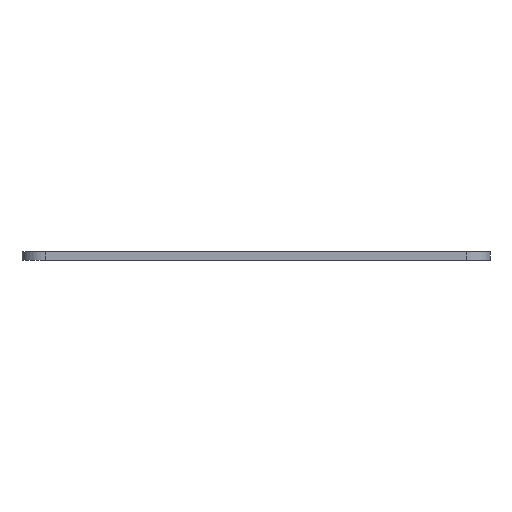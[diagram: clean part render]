
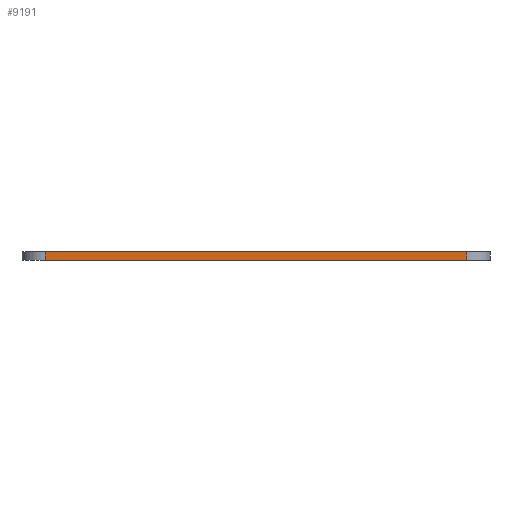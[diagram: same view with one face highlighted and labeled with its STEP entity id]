
A CAD part, left-side view. The second image highlights one B-rep face of the part: STEP entity #9191.
In plain terms, the highlighted planar face has unit normal (-1, 0, 0).
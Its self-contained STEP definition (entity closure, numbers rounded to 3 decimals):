
#1291=FACE_OUTER_BOUND('',#1814,.T.);
#1814=EDGE_LOOP('',(#8265,#8266,#8267,#8268));
#2299=LINE('',#15002,#3133);
#2638=LINE('',#17480,#3472);
#2639=LINE('',#17483,#3473);
#2640=LINE('',#17484,#3474);
#3133=VECTOR('',#10235,10.);
#3472=VECTOR('',#10888,10.);
#3473=VECTOR('',#10891,10.);
#3474=VECTOR('',#10892,10.);
#4020=VERTEX_POINT('',#14999);
#4021=VERTEX_POINT('',#15001);
#4403=VERTEX_POINT('',#17478);
#4404=VERTEX_POINT('',#17482);
#5165=EDGE_CURVE('',#4020,#4021,#2299,.T.);
#5716=EDGE_CURVE('',#4403,#4020,#2638,.T.);
#5717=EDGE_CURVE('',#4404,#4403,#2639,.T.);
#5718=EDGE_CURVE('',#4021,#4404,#2640,.T.);
#8265=ORIENTED_EDGE('',*,*,#5716,.F.);
#8266=ORIENTED_EDGE('',*,*,#5717,.F.);
#8267=ORIENTED_EDGE('',*,*,#5718,.F.);
#8268=ORIENTED_EDGE('',*,*,#5165,.F.);
#8733=PLANE('',#9519);
#9191=ADVANCED_FACE('',(#1291),#8733,.T.);
#9519=AXIS2_PLACEMENT_3D('',#17481,#10889,#10890);
#10235=DIRECTION('',(0.,-1.,0.));
#10888=DIRECTION('',(0.,0.,1.));
#10889=DIRECTION('center_axis',(-1.,0.,0.));
#10890=DIRECTION('ref_axis',(0.,-1.,0.));
#10891=DIRECTION('',(0.,1.,0.));
#10892=DIRECTION('',(0.,0.,-1.));
#14999=CARTESIAN_POINT('',(-27.,19.997,1.5));
#15001=CARTESIAN_POINT('',(-27.,-51.693,1.5));
#15002=CARTESIAN_POINT('',(-27.,-55.693,1.5));
#17478=CARTESIAN_POINT('',(-27.,19.997,0.));
#17480=CARTESIAN_POINT('',(-27.,19.997,0.));
#17481=CARTESIAN_POINT('Origin',(-27.,23.997,0.));
#17482=CARTESIAN_POINT('',(-27.,-51.693,0.));
#17483=CARTESIAN_POINT('',(-27.,-55.693,0.));
#17484=CARTESIAN_POINT('',(-27.,-51.693,0.));
